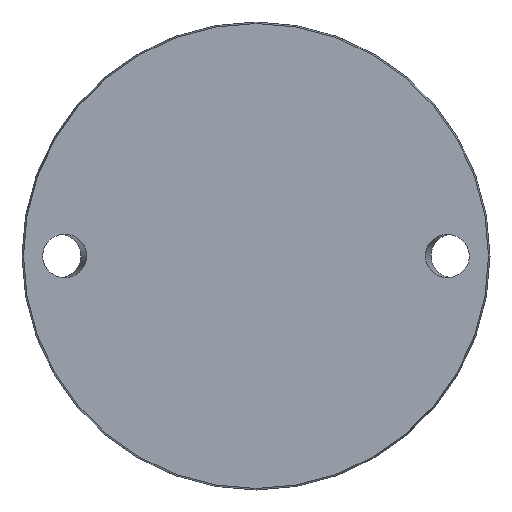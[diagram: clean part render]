
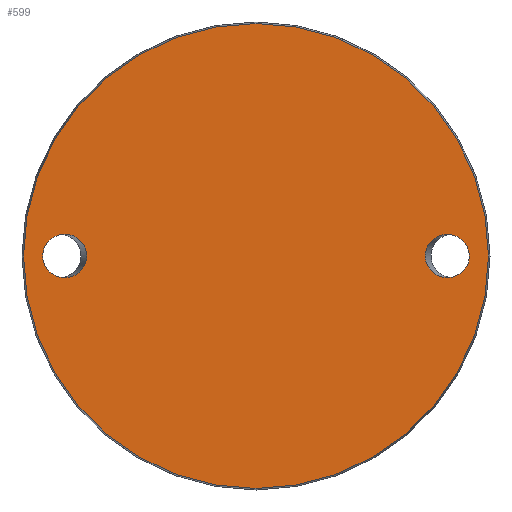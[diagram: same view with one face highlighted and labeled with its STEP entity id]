
A CAD part, front view. The second image highlights one B-rep face of the part: STEP entity #599.
In plain terms, the highlighted planar face has unit normal (0, -1, 0).
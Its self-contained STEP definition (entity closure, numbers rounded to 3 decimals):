
#2 = CARTESIAN_POINT ( 'NONE',  ( -64.385, 0., 0. ) ) ;
#8 = CARTESIAN_POINT ( 'NONE',  ( -81.115, 0., 0. ) ) ;
#11 = EDGE_LOOP ( 'NONE', ( #606 ) ) ;
#27 = DIRECTION ( 'NONE',  ( 0., -1., 0. ) ) ;
#58 = FACE_BOUND ( 'NONE', #288, .T. ) ;
#64 = CARTESIAN_POINT ( 'NONE',  ( -81.115, 0., -16.5 ) ) ;
#71 = AXIS2_PLACEMENT_3D ( 'NONE', #860, #27, #779 ) ;
#78 = CARTESIAN_POINT ( 'NONE',  ( -64.385, 0., 16.5 ) ) ;
#91 = EDGE_CURVE ( 'NONE', #531, #531, #823, .T. ) ;
#143 = DIRECTION ( 'NONE',  ( 0., 1., 0. ) ) ;
#155 = CARTESIAN_POINT ( 'NONE',  ( 64.385, 0., 0. ) ) ;
#222 = CARTESIAN_POINT ( 'NONE',  ( 81.115, 0., -16.5 ) ) ;
#225 = PLANE ( 'NONE',  #517 ) ;
#232 = CARTESIAN_POINT ( 'NONE',  ( 64.385, 0., 16.5 ) ) ;
#237 = CARTESIAN_POINT ( 'NONE',  ( 81.115, 0., 16.5 ) ) ;
#277 = EDGE_CURVE ( 'NONE', #441, #441, #816, .T. ) ;
#288 = EDGE_LOOP ( 'NONE', ( #630 ) ) ;
#291 = FACE_BOUND ( 'NONE', #897, .T. ) ;
#368 = CARTESIAN_POINT ( 'NONE',  ( -81.115, 0., 16.5 ) ) ;
#377 = FACE_OUTER_BOUND ( 'NONE', #11, .T. ) ;
#395 = CARTESIAN_POINT ( 'NONE',  ( 64.385, 0., -16.5 ) ) ;
#441 = VERTEX_POINT ( 'NONE', #8 ) ;
#471 = CIRCLE ( 'NONE', #71, 88.425 ) ;
#517 = AXIS2_PLACEMENT_3D ( 'NONE', #910, #143, #519 ) ;
#519 = DIRECTION ( 'NONE',  ( 0., 0., 1. ) ) ;
#530 = CARTESIAN_POINT ( 'NONE',  ( -81.115, 0., 0. ) ) ;
#531 = VERTEX_POINT ( 'NONE', #155 ) ;
#599 = ADVANCED_FACE ( 'NONE', ( #291, #58, #377 ), #225, .F. ) ;
#606 = ORIENTED_EDGE ( 'NONE', *, *, #889, .T. ) ;
#630 = ORIENTED_EDGE ( 'NONE', *, *, #91, .F. ) ;
#672 = CARTESIAN_POINT ( 'NONE',  ( -81.115, 0., 0. ) ) ;
#684 = CARTESIAN_POINT ( 'NONE',  ( 64.385, 0., 0. ) ) ;
#732 = VERTEX_POINT ( 'NONE', #881 ) ;
#779 = DIRECTION ( 'NONE',  ( 0., 0., -1. ) ) ;
#815 = ORIENTED_EDGE ( 'NONE', *, *, #277, .T. ) ;
#816 =( BOUNDED_CURVE ( )  B_SPLINE_CURVE ( 3, ( #672, #368, #78, #2, #911, #64, #530 ),
 .UNSPECIFIED., .T., .F. ) 
 B_SPLINE_CURVE_WITH_KNOTS ( ( 4, 3, 4 ),
 ( 0., 3.142, 6.283 ),
 .UNSPECIFIED. ) 
 CURVE ( )  GEOMETRIC_REPRESENTATION_ITEM ( )  RATIONAL_B_SPLINE_CURVE ( ( 1., 0.333, 0.333, 1., 0.333, 0.333, 1. ) ) 
 REPRESENTATION_ITEM ( '' )  );
#823 =( BOUNDED_CURVE ( )  B_SPLINE_CURVE ( 3, ( #927, #395, #222, #846, #237, #232, #684 ),
 .UNSPECIFIED., .T., .F. ) 
 B_SPLINE_CURVE_WITH_KNOTS ( ( 4, 3, 4 ),
 ( 0., 3.142, 6.283 ),
 .UNSPECIFIED. ) 
 CURVE ( )  GEOMETRIC_REPRESENTATION_ITEM ( )  RATIONAL_B_SPLINE_CURVE ( ( 1., 0.333, 0.333, 1., 0.333, 0.333, 1. ) ) 
 REPRESENTATION_ITEM ( '' )  );
#846 = CARTESIAN_POINT ( 'NONE',  ( 81.115, 0., 0. ) ) ;
#860 = CARTESIAN_POINT ( 'NONE',  ( 0., 0., 0. ) ) ;
#881 = CARTESIAN_POINT ( 'NONE',  ( 0., 0., -88.425 ) ) ;
#889 = EDGE_CURVE ( 'NONE', #732, #732, #471, .T. ) ;
#897 = EDGE_LOOP ( 'NONE', ( #815 ) ) ;
#910 = CARTESIAN_POINT ( 'NONE',  ( -88.425, 0., 0. ) ) ;
#911 = CARTESIAN_POINT ( 'NONE',  ( -64.385, 0., -16.5 ) ) ;
#927 = CARTESIAN_POINT ( 'NONE',  ( 64.385, 0., 0. ) ) ;
